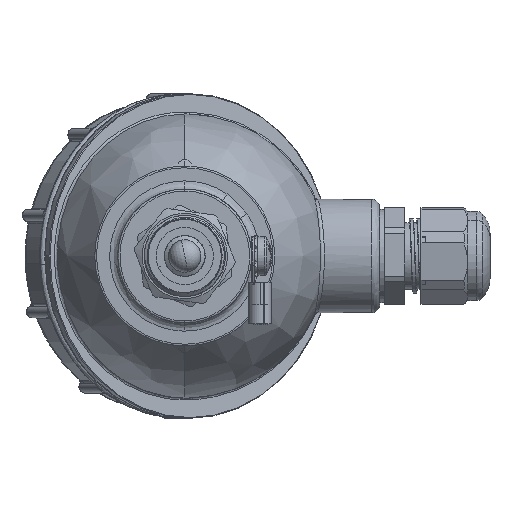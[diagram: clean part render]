
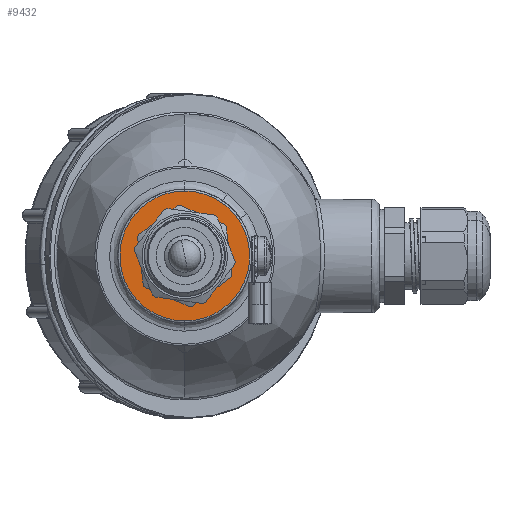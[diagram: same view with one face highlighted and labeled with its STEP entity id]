
A CAD part, front view. The second image highlights one B-rep face of the part: STEP entity #9432.
In plain terms, the highlighted planar face has unit normal (0, -1, 0).
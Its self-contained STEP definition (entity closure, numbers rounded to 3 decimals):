
#6032 = EDGE_CURVE ( 'NONE', #29056, #101617, #88543, .T. ) ;
#9432 = ADVANCED_FACE ( 'NONE', ( #47841, #126756 ), #73823, .F. ) ;
#10721 = DIRECTION ( 'NONE',  ( 0., 0., -1. ) ) ;
#21468 = ORIENTED_EDGE ( 'NONE', *, *, #6032, .F. ) ;
#23649 = DIRECTION ( 'NONE',  ( 0., -1., 0. ) ) ;
#24151 = CARTESIAN_POINT ( 'NONE',  ( 0., -15.5, 11. ) ) ;
#29056 = VERTEX_POINT ( 'NONE', #147826 ) ;
#29202 = CIRCLE ( 'NONE', #157934, 11. ) ;
#29604 = EDGE_LOOP ( 'NONE', ( #115047, #91389 ) ) ;
#30310 = EDGE_CURVE ( 'NONE', #126066, #100596, #100962, .T. ) ;
#33554 = AXIS2_PLACEMENT_3D ( 'NONE', #131512, #56734, #42446 ) ;
#36734 = EDGE_CURVE ( 'NONE', #100596, #126066, #163223, .T. ) ;
#42446 = DIRECTION ( 'NONE',  ( 0., 0., 1. ) ) ;
#42947 = CARTESIAN_POINT ( 'NONE',  ( 32., -15.5, 16. ) ) ;
#47728 = CARTESIAN_POINT ( 'NONE',  ( 0., -15.5, 16. ) ) ;
#47841 = FACE_OUTER_BOUND ( 'NONE', #29604, .T. ) ;
#54715 = CARTESIAN_POINT ( 'NONE',  ( 0., -15.5, -16. ) ) ;
#56734 = DIRECTION ( 'NONE',  ( 0., 1., 0. ) ) ;
#58478 = EDGE_CURVE ( 'NONE', #101617, #29056, #29202, .T. ) ;
#65896 = CARTESIAN_POINT ( 'NONE',  ( 0., -15.5, -16. ) ) ;
#73086 = CARTESIAN_POINT ( 'NONE',  ( 0., -15.5, 0. ) ) ;
#73823 = PLANE ( 'NONE',  #33554 ) ;
#75295 = DIRECTION ( 'NONE',  ( 0., -1., 0. ) ) ;
#84999 = EDGE_LOOP ( 'NONE', ( #21468, #158691 ) ) ;
#88543 = CIRCLE ( 'NONE', #110038, 11. ) ;
#91389 = ORIENTED_EDGE ( 'NONE', *, *, #36734, .F. ) ;
#98354 = CARTESIAN_POINT ( 'NONE',  ( 0., -15.5, 16. ) ) ;
#100596 = VERTEX_POINT ( 'NONE', #65896 ) ;
#100962 =( BOUNDED_CURVE ( )  B_SPLINE_CURVE ( 3, ( #158879, #42947, #108464, #54715 ),
 .UNSPECIFIED., .F., .F. ) 
 B_SPLINE_CURVE_WITH_KNOTS ( ( 4, 4 ),
 ( 0., 1. ),
 .UNSPECIFIED. ) 
 CURVE ( )  GEOMETRIC_REPRESENTATION_ITEM ( )  RATIONAL_B_SPLINE_CURVE ( ( 1., 0.333, 0.333, 1. ) ) 
 REPRESENTATION_ITEM ( '' )  );
#101390 = CARTESIAN_POINT ( 'NONE',  ( 0., -15.5, 0. ) ) ;
#101617 = VERTEX_POINT ( 'NONE', #24151 ) ;
#108464 = CARTESIAN_POINT ( 'NONE',  ( 32., -15.5, -16. ) ) ;
#110038 = AXIS2_PLACEMENT_3D ( 'NONE', #101390, #75295, #10721 ) ;
#115047 = ORIENTED_EDGE ( 'NONE', *, *, #30310, .F. ) ;
#124349 = CARTESIAN_POINT ( 'NONE',  ( -32., -15.5, 16. ) ) ;
#126057 = DIRECTION ( 'NONE',  ( 0., 0., -1. ) ) ;
#126066 = VERTEX_POINT ( 'NONE', #47728 ) ;
#126756 = FACE_BOUND ( 'NONE', #84999, .T. ) ;
#131512 = CARTESIAN_POINT ( 'NONE',  ( 9.5, -15.5, 0. ) ) ;
#147826 = CARTESIAN_POINT ( 'NONE',  ( 0., -15.5, -11. ) ) ;
#157934 = AXIS2_PLACEMENT_3D ( 'NONE', #73086, #23649, #126057 ) ;
#158691 = ORIENTED_EDGE ( 'NONE', *, *, #58478, .F. ) ;
#158879 = CARTESIAN_POINT ( 'NONE',  ( 0., -15.5, 16. ) ) ;
#162154 = CARTESIAN_POINT ( 'NONE',  ( -32., -15.5, -16. ) ) ;
#163223 =( BOUNDED_CURVE ( )  B_SPLINE_CURVE ( 3, ( #163821, #162154, #124349, #98354 ),
 .UNSPECIFIED., .F., .T. ) 
 B_SPLINE_CURVE_WITH_KNOTS ( ( 4, 4 ),
 ( 0., 1. ),
 .UNSPECIFIED. ) 
 CURVE ( )  GEOMETRIC_REPRESENTATION_ITEM ( )  RATIONAL_B_SPLINE_CURVE ( ( 1., 0.333, 0.333, 1. ) ) 
 REPRESENTATION_ITEM ( '' )  );
#163821 = CARTESIAN_POINT ( 'NONE',  ( 0., -15.5, -16. ) ) ;
